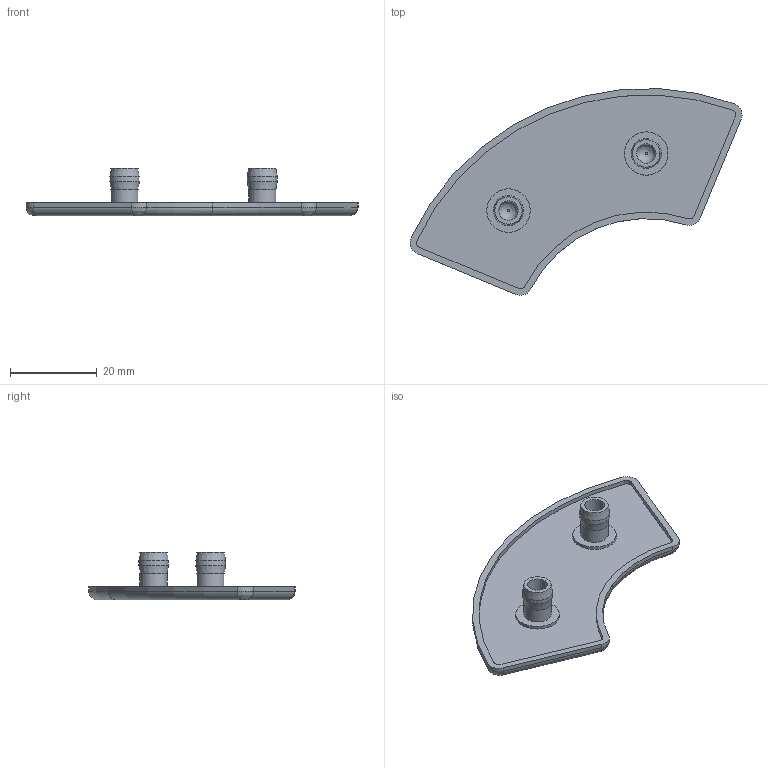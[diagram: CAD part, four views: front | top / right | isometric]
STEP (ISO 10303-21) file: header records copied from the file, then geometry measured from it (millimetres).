
FILE_DESCRIPTION((''),'2;1');
FILE_NAME('SZ0095S-A.stp','2013-08-20T11:29:11',('janine behrens'),(''),'Autodesk Inventor 2012','Autodesk Inventor 2012','');
FILE_SCHEMA(('AUTOMOTIVE_DESIGN { 1 0 10303 214 1 1 1 1 }'));
Length unit declared in the file: millimetre
Products named in the file (1): SZ0095S-A
Bounding box: 76.5 x 47.59 x 11 mm (x, y, z)
Volume: 4771.2 mm3; surface area: 5410.5 mm2
Topology: 1 solids, 1 shells, 53 faces, 114 edges, 70 vertices
Faces by surface type: cylinder 26, plane 13, bspline 6, torus 4, cone 4
Full cylindrical faces by diameter (mm): 4.5 x2, 6.3 x2, 6.9 x2, 10 x2
Entity records: 1584 total; most frequent: CARTESIAN_POINT 426, DIRECTION 262, ORIENTED_EDGE 200, AXIS2_PLACEMENT_3D 116, EDGE_CURVE 100, EDGE_LOOP 74, VERTEX_POINT 70, CIRCLE 68
